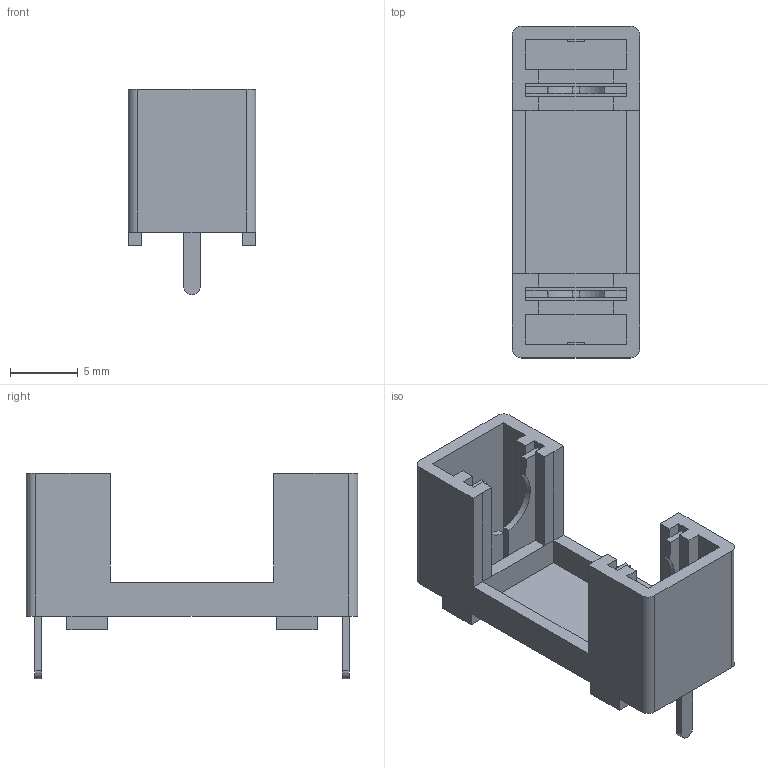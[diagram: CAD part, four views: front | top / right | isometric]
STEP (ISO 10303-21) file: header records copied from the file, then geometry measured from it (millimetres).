
FILE_DESCRIPTION(('FreeCAD Model'),'2;1');
FILE_NAME('FUSE-HOLDER-PTF78.step','2018-06-29T12:31:46',('kicad StepUp'),('ksu MCAD'), 'Open CASCADE STEP processor 7.2','FreeCAD','Unknown');
FILE_SCHEMA(('AUTOMOTIVE_DESIGN { 1 0 10303 214 1 1 1 1 }'));
Length unit declared in the file: millimetre
Products named in the file (1): FUSE-HOLDER-PTF78
Bounding box: 9.4 x 24.4 x 15.1 mm (x, y, z)
Volume: 737.7 mm3; surface area: 1865.7 mm2
Topology: 1 solids, 1 shells, 120 faces, 328 edges, 212 vertices
Faces by surface type: plane 110, cylinder 10
Entity records: 4565 total; most frequent: CARTESIAN_POINT 661, ORIENTED_EDGE 656, DIRECTION 590, EDGE_CURVE 328, LINE 308, VECTOR 308, VERTEX_POINT 212, AXIS2_PLACEMENT_3D 141
